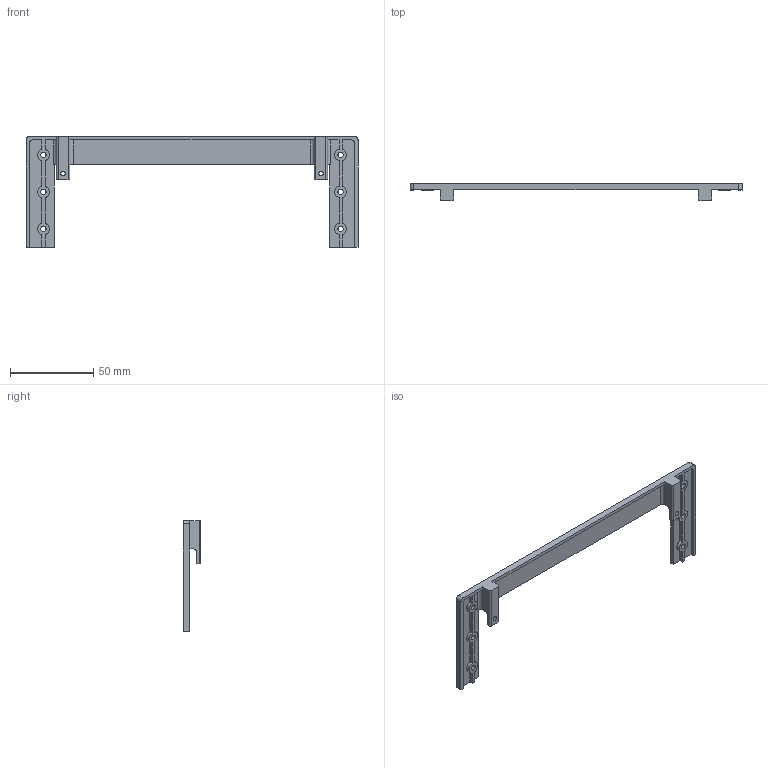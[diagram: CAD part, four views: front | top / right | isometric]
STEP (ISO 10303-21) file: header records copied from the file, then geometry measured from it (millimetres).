
FILE_DESCRIPTION(('HOOPS Exchange Step'),'2;1');
FILE_NAME('temp_export','2025-09-13T18:28:53+02:00',('cb'),('Shapr3D Limited'),'HOOPS Exchange 2025.5','Shapr3D','Authorized');
FILE_SCHEMA( ('AP242_MANAGED_MODEL_BASED_3D_ENGINEERING_MIM_LF {1 0 10303 442 1 1 4}') );
Length unit declared in the file: millimetre
Products named in the file (1): Panel-3U-Disp7-Top
Bounding box: 199.6 x 10.5 x 66.72 mm (x, y, z)
Volume: 14777.2 mm3; surface area: 14549.9 mm2
Topology: 1 solids, 1 shells, 90 faces, 270 edges, 182 vertices
Faces by surface type: plane 50, cylinder 40
Full cylindrical faces by diameter (mm): 2.7 x2, 3.2 x6
Entity records: 3140 total; most frequent: CARTESIAN_POINT 544, DIRECTION 544, ORIENTED_EDGE 540, EDGE_CURVE 270, AXIS2_PLACEMENT_3D 182, VERTEX_POINT 182, VECTOR 180, LINE 180
